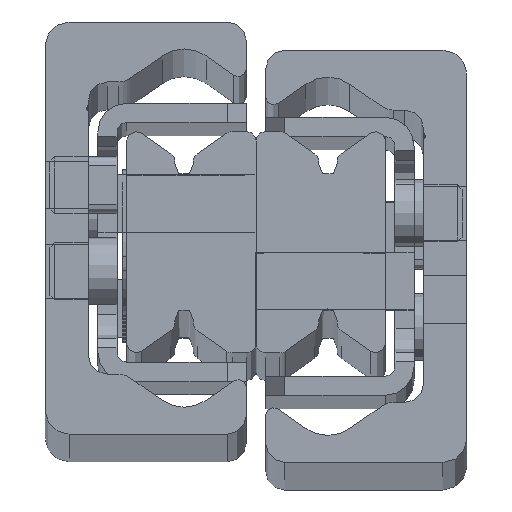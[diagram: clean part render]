
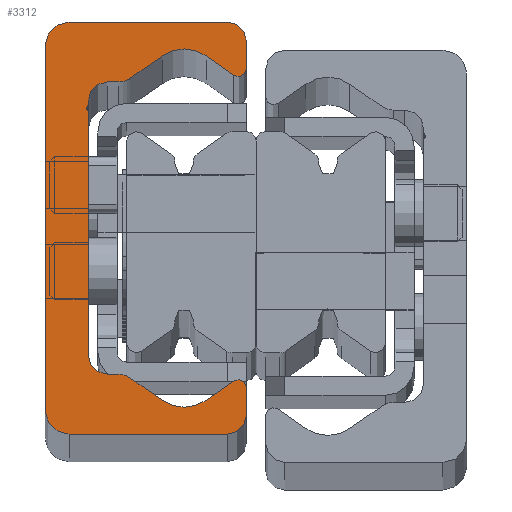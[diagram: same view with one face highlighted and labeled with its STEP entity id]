
A CAD part, top view. The second image highlights one B-rep face of the part: STEP entity #3312.
In plain terms, the highlighted planar face has unit normal (0, 0, 1).
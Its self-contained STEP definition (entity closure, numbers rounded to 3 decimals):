
#2198=CARTESIAN_POINT('',(2.499,0.,1650.0));
#2199=VERTEX_POINT('',#2198);
#2200=CARTESIAN_POINT('',(-0.001,2.5,1650.0));
#2201=VERTEX_POINT('',#2200);
#2202=CARTESIAN_POINT('',(2.499,2.5,1650.0));
#2203=DIRECTION('',(0.0,0.0,-1.0));
#2204=DIRECTION('',(-1.0,0.0,0.0));
#2205=AXIS2_PLACEMENT_3D('',#2202,#2203,#2204);
#2206=CIRCLE('',#2205,2.5);
#2207=EDGE_CURVE('',#2199,#2201,#2206,.T.);
#2240=CARTESIAN_POINT('',(-0.001,40.5,1650.0));
#2241=VERTEX_POINT('',#2240);
#2242=CARTESIAN_POINT('',(-0.001,2.5,1650.0));
#2243=DIRECTION('',(0.0,1.0,0.0));
#2244=VECTOR('',#2243,38.);
#2245=LINE('',#2242,#2244);
#2246=EDGE_CURVE('',#2201,#2241,#2245,.T.);
#2346=CARTESIAN_POINT('',(2.499,43.0,1650.0));
#2347=VERTEX_POINT('',#2346);
#2348=CARTESIAN_POINT('',(2.499,40.5,1650.0));
#2349=DIRECTION('',(0.0,0.0,-1.0));
#2350=DIRECTION('',(0.0,1.0,0.0));
#2351=AXIS2_PLACEMENT_3D('',#2348,#2349,#2350);
#2352=CIRCLE('',#2351,2.5);
#2353=EDGE_CURVE('',#2241,#2347,#2352,.T.);
#2379=CARTESIAN_POINT('',(18.999,43.0,1650.0));
#2380=VERTEX_POINT('',#2379);
#2381=CARTESIAN_POINT('',(2.499,43.0,1650.0));
#2382=DIRECTION('',(1.0,0.0,0.0));
#2383=VECTOR('',#2382,16.5);
#2384=LINE('',#2381,#2383);
#2385=EDGE_CURVE('',#2347,#2380,#2384,.T.);
#2410=CARTESIAN_POINT('',(20.999,41.0,1650.0));
#2411=VERTEX_POINT('',#2410);
#2412=CARTESIAN_POINT('',(18.999,41.0,1650.0));
#2413=DIRECTION('',(0.0,0.0,-1.0));
#2414=DIRECTION('',(1.0,0.0,0.0));
#2415=AXIS2_PLACEMENT_3D('',#2412,#2413,#2414);
#2416=CIRCLE('',#2415,2.);
#2417=EDGE_CURVE('',#2380,#2411,#2416,.T.);
#2443=CARTESIAN_POINT('',(20.999,38.15,1650.0));
#2444=VERTEX_POINT('',#2443);
#2445=CARTESIAN_POINT('',(20.999,41.0,1650.0));
#2446=DIRECTION('',(0.0,-1.0,0.0));
#2447=VECTOR('',#2446,2.85);
#2448=LINE('',#2445,#2447);
#2449=EDGE_CURVE('',#2411,#2444,#2448,.T.);
#2474=CARTESIAN_POINT('',(19.662,37.453,1650.0));
#2475=VERTEX_POINT('',#2474);
#2476=CARTESIAN_POINT('',(20.149,38.15,1650.0));
#2477=DIRECTION('',(0.0,0.0,-1.0));
#2478=DIRECTION('',(-0.574,-0.819,0.0));
#2479=AXIS2_PLACEMENT_3D('',#2476,#2477,#2478);
#2480=CIRCLE('',#2479,0.85);
#2481=EDGE_CURVE('',#2444,#2475,#2480,.T.);
#2507=CARTESIAN_POINT('',(16.794,39.462,1650.0));
#2508=VERTEX_POINT('',#2507);
#2509=CARTESIAN_POINT('',(19.662,37.453,1650.0));
#2510=DIRECTION('',(-0.819,0.574,0.0));
#2511=VECTOR('',#2510,3.501);
#2512=LINE('',#2509,#2511);
#2513=EDGE_CURVE('',#2475,#2508,#2512,.T.);
#2538=CARTESIAN_POINT('',(12.205,39.462,1650.0));
#2539=VERTEX_POINT('',#2538);
#2540=CARTESIAN_POINT('',(14.499,36.185,1650.0));
#2541=DIRECTION('',(0.0,0.0,1.0));
#2542=DIRECTION('',(-0.574,-0.819,0.0));
#2543=AXIS2_PLACEMENT_3D('',#2540,#2541,#2542);
#2544=CIRCLE('',#2543,4.);
#2545=EDGE_CURVE('',#2508,#2539,#2544,.T.);
#2571=CARTESIAN_POINT('',(8.849,37.112,1650.0));
#2572=VERTEX_POINT('',#2571);
#2573=CARTESIAN_POINT('',(12.205,39.462,1650.0));
#2574=DIRECTION('',(-0.819,-0.574,0.0));
#2575=VECTOR('',#2574,4.097);
#2576=LINE('',#2573,#2575);
#2577=EDGE_CURVE('',#2539,#2572,#2576,.T.);
#2602=CARTESIAN_POINT('',(7.702,36.75,1650.0));
#2603=VERTEX_POINT('',#2602);
#2604=CARTESIAN_POINT('',(7.702,38.75,1650.0));
#2605=DIRECTION('',(0.0,0.0,-1.0));
#2606=DIRECTION('',(0.0,-1.0,0.0));
#2607=AXIS2_PLACEMENT_3D('',#2604,#2605,#2606);
#2608=CIRCLE('',#2607,2.);
#2609=EDGE_CURVE('',#2572,#2603,#2608,.T.);
#2635=CARTESIAN_POINT('',(6.499,36.75,1650.0));
#2636=VERTEX_POINT('',#2635);
#2637=CARTESIAN_POINT('',(7.702,36.75,1650.0));
#2638=DIRECTION('',(-1.0,0.0,0.0));
#2639=VECTOR('',#2638,1.203);
#2640=LINE('',#2637,#2639);
#2641=EDGE_CURVE('',#2603,#2636,#2640,.T.);
#2666=CARTESIAN_POINT('',(4.499,34.75,1650.0));
#2667=VERTEX_POINT('',#2666);
#2668=CARTESIAN_POINT('',(6.499,34.75,1650.0));
#2669=DIRECTION('',(0.0,0.0,1.0));
#2670=DIRECTION('',(0.0,-1.0,0.0));
#2671=AXIS2_PLACEMENT_3D('',#2668,#2669,#2670);
#2672=CIRCLE('',#2671,2.0);
#2673=EDGE_CURVE('',#2636,#2667,#2672,.T.);
#2699=CARTESIAN_POINT('',(4.499,34.361,1650.0));
#2700=VERTEX_POINT('',#2699);
#2701=CARTESIAN_POINT('',(4.499,34.75,1650.0));
#2702=DIRECTION('',(0.0,-1.0,0.0));
#2703=VECTOR('',#2702,0.389);
#2704=LINE('',#2701,#2703);
#2705=EDGE_CURVE('',#2667,#2700,#2704,.T.);
#2730=CARTESIAN_POINT('',(4.411,34.234,1650.0));
#2731=VERTEX_POINT('',#2730);
#2732=CARTESIAN_POINT('',(4.363,34.361,1650.0));
#2733=DIRECTION('',(0.0,0.0,-1.));
#2734=DIRECTION('',(0.353,-0.936,0.0));
#2735=AXIS2_PLACEMENT_3D('',#2732,#2733,#2734);
#2736=CIRCLE('',#2735,0.136);
#2737=EDGE_CURVE('',#2700,#2731,#2736,.T.);
#2763=CARTESIAN_POINT('',(4.422,33.762,1650.0));
#2764=VERTEX_POINT('',#2763);
#2765=CARTESIAN_POINT('',(4.499,34.0,1650.0));
#2766=DIRECTION('',(0.0,0.0,1.0));
#2767=DIRECTION('',(0.353,-0.936,0.0));
#2768=AXIS2_PLACEMENT_3D('',#2765,#2766,#2767);
#2769=CIRCLE('',#2768,0.25);
#2770=EDGE_CURVE('',#2731,#2764,#2769,.T.);
#2796=CARTESIAN_POINT('',(4.499,33.656,1650.0));
#2797=VERTEX_POINT('',#2796);
#2798=CARTESIAN_POINT('',(4.387,33.656,1650.0));
#2799=DIRECTION('',(0.0,0.0,-1.0));
#2800=DIRECTION('',(1.0,0.0,0.0));
#2801=AXIS2_PLACEMENT_3D('',#2798,#2799,#2800);
#2802=CIRCLE('',#2801,0.112);
#2803=EDGE_CURVE('',#2764,#2797,#2802,.T.);
#2829=CARTESIAN_POINT('',(4.499,8.25,1650.0));
#2830=VERTEX_POINT('',#2829);
#2831=CARTESIAN_POINT('',(4.499,33.656,1650.0));
#2832=DIRECTION('',(0.0,-1.0,0.0));
#2833=VECTOR('',#2832,25.406);
#2834=LINE('',#2831,#2833);
#2835=EDGE_CURVE('',#2797,#2830,#2834,.T.);
#2935=CARTESIAN_POINT('',(6.499,6.25,1650.0));
#2936=VERTEX_POINT('',#2935);
#2937=CARTESIAN_POINT('',(6.499,8.25,1650.0));
#2938=DIRECTION('',(0.0,0.0,1.0));
#2939=DIRECTION('',(1.0,0.0,0.0));
#2940=AXIS2_PLACEMENT_3D('',#2937,#2938,#2939);
#2941=CIRCLE('',#2940,2.0);
#2942=EDGE_CURVE('',#2830,#2936,#2941,.T.);
#2968=CARTESIAN_POINT('',(7.702,6.25,1650.0));
#2969=VERTEX_POINT('',#2968);
#2970=CARTESIAN_POINT('',(6.499,6.25,1650.0));
#2971=DIRECTION('',(1.0,0.0,0.0));
#2972=VECTOR('',#2971,1.203);
#2973=LINE('',#2970,#2972);
#2974=EDGE_CURVE('',#2936,#2969,#2973,.T.);
#2999=CARTESIAN_POINT('',(8.849,5.888,1650.0));
#3000=VERTEX_POINT('',#2999);
#3001=CARTESIAN_POINT('',(7.702,4.25,1650.0));
#3002=DIRECTION('',(0.0,0.0,-1.0));
#3003=DIRECTION('',(0.574,0.819,0.0));
#3004=AXIS2_PLACEMENT_3D('',#3001,#3002,#3003);
#3005=CIRCLE('',#3004,2.);
#3006=EDGE_CURVE('',#2969,#3000,#3005,.T.);
#3032=CARTESIAN_POINT('',(12.205,3.538,1650.0));
#3033=VERTEX_POINT('',#3032);
#3034=CARTESIAN_POINT('',(8.849,5.888,1650.0));
#3035=DIRECTION('',(0.819,-0.574,0.0));
#3036=VECTOR('',#3035,4.097);
#3037=LINE('',#3034,#3036);
#3038=EDGE_CURVE('',#3000,#3033,#3037,.T.);
#3063=CARTESIAN_POINT('',(16.794,3.538,1650.0));
#3064=VERTEX_POINT('',#3063);
#3065=CARTESIAN_POINT('',(14.499,6.815,1650.0));
#3066=DIRECTION('',(0.0,0.0,1.0));
#3067=DIRECTION('',(0.574,0.819,0.0));
#3068=AXIS2_PLACEMENT_3D('',#3065,#3066,#3067);
#3069=CIRCLE('',#3068,4.);
#3070=EDGE_CURVE('',#3033,#3064,#3069,.T.);
#3096=CARTESIAN_POINT('',(19.662,5.547,1650.0));
#3097=VERTEX_POINT('',#3096);
#3098=CARTESIAN_POINT('',(16.794,3.538,1650.0));
#3099=DIRECTION('',(0.819,0.574,0.0));
#3100=VECTOR('',#3099,3.501);
#3101=LINE('',#3098,#3100);
#3102=EDGE_CURVE('',#3064,#3097,#3101,.T.);
#3127=CARTESIAN_POINT('',(20.999,4.85,1650.0));
#3128=VERTEX_POINT('',#3127);
#3129=CARTESIAN_POINT('',(20.149,4.85,1650.0));
#3130=DIRECTION('',(0.0,0.0,-1.0));
#3131=DIRECTION('',(1.0,0.0,0.0));
#3132=AXIS2_PLACEMENT_3D('',#3129,#3130,#3131);
#3133=CIRCLE('',#3132,0.85);
#3134=EDGE_CURVE('',#3097,#3128,#3133,.T.);
#3160=CARTESIAN_POINT('',(20.999,2.,1650.0));
#3161=VERTEX_POINT('',#3160);
#3162=CARTESIAN_POINT('',(20.999,4.85,1650.0));
#3163=DIRECTION('',(0.0,-1.0,0.0));
#3164=VECTOR('',#3163,2.85);
#3165=LINE('',#3162,#3164);
#3166=EDGE_CURVE('',#3128,#3161,#3165,.T.);
#3191=CARTESIAN_POINT('',(18.999,0.,1650.0));
#3192=VERTEX_POINT('',#3191);
#3193=CARTESIAN_POINT('',(18.999,2.,1650.0));
#3194=DIRECTION('',(0.0,0.0,-1.0));
#3195=DIRECTION('',(0.0,-1.0,0.0));
#3196=AXIS2_PLACEMENT_3D('',#3193,#3194,#3195);
#3197=CIRCLE('',#3196,2.);
#3198=EDGE_CURVE('',#3161,#3192,#3197,.T.);
#3224=CARTESIAN_POINT('',(18.999,0.,1650.0));
#3225=DIRECTION('',(-1.0,0.0,0.0));
#3226=VECTOR('',#3225,16.5);
#3227=LINE('',#3224,#3226);
#3228=EDGE_CURVE('',#3192,#2199,#3227,.T.);
#3277=CARTESIAN_POINT('',(7.822,21.517,1650.0));
#3278=DIRECTION('',(0.0,0.0,1.0));
#3279=DIRECTION('',(1.0,0.0,0.0));
#3280=AXIS2_PLACEMENT_3D('',#3277,#3278,#3279);
#3281=PLANE('',#3280);
#3282=ORIENTED_EDGE('',*,*,#2207,.F.);
#3283=ORIENTED_EDGE('',*,*,#3228,.F.);
#3284=ORIENTED_EDGE('',*,*,#3198,.F.);
#3285=ORIENTED_EDGE('',*,*,#3166,.F.);
#3286=ORIENTED_EDGE('',*,*,#3134,.F.);
#3287=ORIENTED_EDGE('',*,*,#3102,.F.);
#3288=ORIENTED_EDGE('',*,*,#3070,.F.);
#3289=ORIENTED_EDGE('',*,*,#3038,.F.);
#3290=ORIENTED_EDGE('',*,*,#3006,.F.);
#3291=ORIENTED_EDGE('',*,*,#2974,.F.);
#3292=ORIENTED_EDGE('',*,*,#2942,.F.);
#3293=ORIENTED_EDGE('',*,*,#2835,.F.);
#3294=ORIENTED_EDGE('',*,*,#2803,.F.);
#3295=ORIENTED_EDGE('',*,*,#2770,.F.);
#3296=ORIENTED_EDGE('',*,*,#2737,.F.);
#3297=ORIENTED_EDGE('',*,*,#2705,.F.);
#3298=ORIENTED_EDGE('',*,*,#2673,.F.);
#3299=ORIENTED_EDGE('',*,*,#2641,.F.);
#3300=ORIENTED_EDGE('',*,*,#2609,.F.);
#3301=ORIENTED_EDGE('',*,*,#2577,.F.);
#3302=ORIENTED_EDGE('',*,*,#2545,.F.);
#3303=ORIENTED_EDGE('',*,*,#2513,.F.);
#3304=ORIENTED_EDGE('',*,*,#2481,.F.);
#3305=ORIENTED_EDGE('',*,*,#2449,.F.);
#3306=ORIENTED_EDGE('',*,*,#2417,.F.);
#3307=ORIENTED_EDGE('',*,*,#2385,.F.);
#3308=ORIENTED_EDGE('',*,*,#2353,.F.);
#3309=ORIENTED_EDGE('',*,*,#2246,.F.);
#3310=EDGE_LOOP('',(#3282,#3283,#3284,#3285,#3286,#3287,#3288,#3289,#3290,#3291,#3292,#3293,#3294,#3295,#3296,#3297,#3298,#3299,#3300,#3301,#3302,#3303,#3304,#3305,#3306,#3307,#3308,#3309));
#3311=FACE_OUTER_BOUND('',#3310,.T.);
#3312=ADVANCED_FACE('',(#3311),#3281,.T.);
